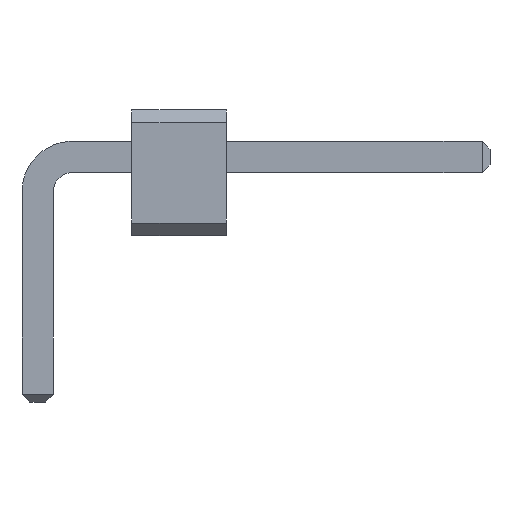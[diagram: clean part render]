
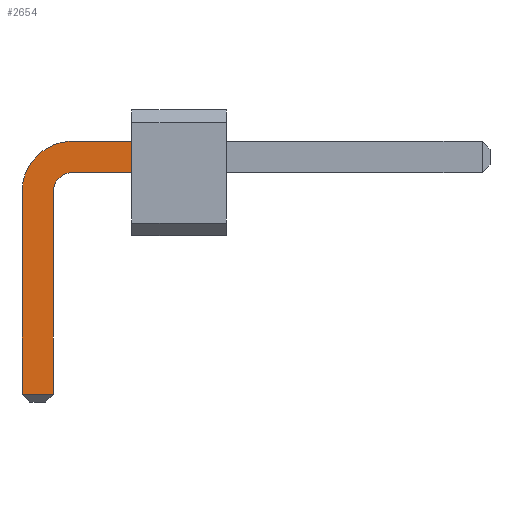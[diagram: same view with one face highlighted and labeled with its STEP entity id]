
A CAD part, front view. The second image highlights one B-rep face of the part: STEP entity #2654.
In plain terms, the highlighted planar face has unit normal (0, -1, 0).
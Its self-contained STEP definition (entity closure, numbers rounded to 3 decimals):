
#916 = VERTEX_POINT('',#917);
#917 = CARTESIAN_POINT('',(1.5,-8.25,1.25));
#923 = EDGE_CURVE('',#916,#924,#926,.T.);
#924 = VERTEX_POINT('',#925);
#925 = CARTESIAN_POINT('',(1.5,-8.25,0.75));
#926 = LINE('',#927,#928);
#927 = CARTESIAN_POINT('',(1.5,-8.25,0.499));
#928 = VECTOR('',#929,1.);
#929 = DIRECTION('',(0.,0.,-1.));
#2636 = EDGE_CURVE('',#924,#2637,#2639,.T.);
#2637 = VERTEX_POINT('',#2638);
#2638 = CARTESIAN_POINT('',(0.5,-8.25,0.75));
#2639 = LINE('',#2640,#2641);
#2640 = CARTESIAN_POINT('',(7.2,-8.25,0.75));
#2641 = VECTOR('',#2642,1.);
#2642 = DIRECTION('',(-1.,0.,0.));
#2654 = ADVANCED_FACE('',(#2655),#2707,.F.);
#2655 = FACE_BOUND('',#2656,.F.);
#2656 = EDGE_LOOP('',(#2657,#2658,#2659,#2668,#2676,#2684,#2692,#2701));
#2657 = ORIENTED_EDGE('',*,*,#923,.T.);
#2658 = ORIENTED_EDGE('',*,*,#2636,.T.);
#2659 = ORIENTED_EDGE('',*,*,#2660,.T.);
#2660 = EDGE_CURVE('',#2637,#2661,#2663,.T.);
#2661 = VERTEX_POINT('',#2662);
#2662 = CARTESIAN_POINT('',(0.25,-8.25,0.5));
#2663 = CIRCLE('',#2664,0.324);
#2664 = AXIS2_PLACEMENT_3D('',#2665,#2666,#2667);
#2665 = CARTESIAN_POINT('',(0.567,-8.25,0.433));
#2666 = DIRECTION('',(0.,-1.,0.));
#2667 = DIRECTION('',(-0.207,0.,0.978)
);
#2668 = ORIENTED_EDGE('',*,*,#2669,.T.);
#2669 = EDGE_CURVE('',#2661,#2670,#2672,.T.);
#2670 = VERTEX_POINT('',#2671);
#2671 = CARTESIAN_POINT('',(0.25,-8.25,-2.775));
#2672 = LINE('',#2673,#2674);
#2673 = CARTESIAN_POINT('',(0.25,-8.25,0.5));
#2674 = VECTOR('',#2675,1.);
#2675 = DIRECTION('',(0.,0.,-1.));
#2676 = ORIENTED_EDGE('',*,*,#2677,.T.);
#2677 = EDGE_CURVE('',#2670,#2678,#2680,.T.);
#2678 = VERTEX_POINT('',#2679);
#2679 = CARTESIAN_POINT('',(-0.25,-8.25,-2.775));
#2680 = LINE('',#2681,#2682);
#2681 = CARTESIAN_POINT('',(0.25,-8.25,-2.775));
#2682 = VECTOR('',#2683,1.);
#2683 = DIRECTION('',(-1.,0.,0.));
#2684 = ORIENTED_EDGE('',*,*,#2685,.T.);
#2685 = EDGE_CURVE('',#2678,#2686,#2688,.T.);
#2686 = VERTEX_POINT('',#2687);
#2687 = CARTESIAN_POINT('',(-0.25,-8.25,0.5));
#2688 = LINE('',#2689,#2690);
#2689 = CARTESIAN_POINT('',(-0.25,-8.25,-2.9));
#2690 = VECTOR('',#2691,1.);
#2691 = DIRECTION('',(0.,0.,1.));
#2692 = ORIENTED_EDGE('',*,*,#2693,.T.);
#2693 = EDGE_CURVE('',#2686,#2694,#2696,.T.);
#2694 = VERTEX_POINT('',#2695);
#2695 = CARTESIAN_POINT('',(0.5,-8.25,1.25));
#2696 = CIRCLE('',#2697,0.808);
#2697 = AXIS2_PLACEMENT_3D('',#2698,#2699,#2700);
#2698 = CARTESIAN_POINT('',(0.556,-8.25,0.444));
#2699 = DIRECTION('',(0.,1.,0.));
#2700 = DIRECTION('',(-0.998,0.,
0.069));
#2701 = ORIENTED_EDGE('',*,*,#2702,.T.);
#2702 = EDGE_CURVE('',#2694,#916,#2703,.T.);
#2703 = LINE('',#2704,#2705);
#2704 = CARTESIAN_POINT('',(0.5,-8.25,1.25));
#2705 = VECTOR('',#2706,1.);
#2706 = DIRECTION('',(1.,0.,0.));
#2707 = PLANE('',#2708);
#2708 = AXIS2_PLACEMENT_3D('',#2709,#2710,#2711);
#2709 = CARTESIAN_POINT('',(2.437,-8.25,0.248));
#2710 = DIRECTION('',(0.,1.,-0.));
#2711 = DIRECTION('',(0.,0.,-1.));
